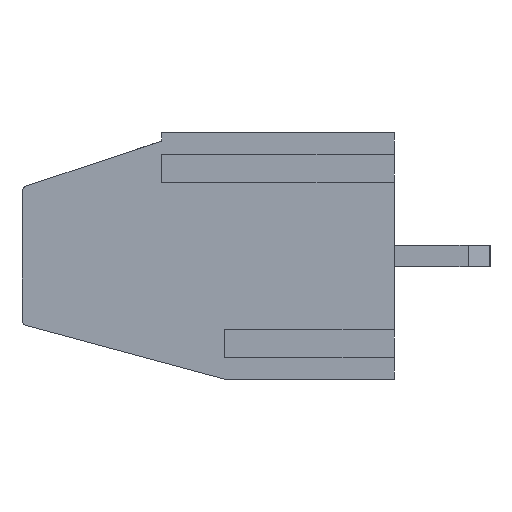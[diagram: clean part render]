
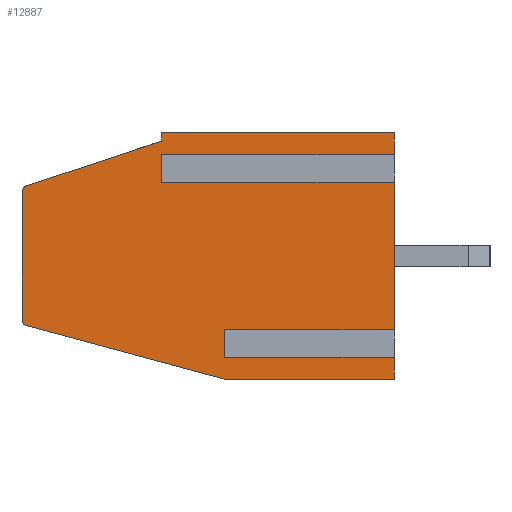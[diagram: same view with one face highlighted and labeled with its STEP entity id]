
A CAD part, left-side view. The second image highlights one B-rep face of the part: STEP entity #12887.
In plain terms, the highlighted planar face has unit normal (-1, 0, 0).
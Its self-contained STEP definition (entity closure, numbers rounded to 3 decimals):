
#60 = CARTESIAN_POINT ( 'NONE',  ( 0., 8.5, 8.7 ) ) ;
#68 = CARTESIAN_POINT ( 'NONE',  ( 0., 6.2, 0. ) ) ;
#273 = DIRECTION ( 'NONE',  ( 0., 0., -1. ) ) ;
#475 = VECTOR ( 'NONE', #35465, 1000. ) ;
#540 = FACE_OUTER_BOUND ( 'NONE', #36462, .T. ) ;
#654 = DIRECTION ( 'NONE',  ( 0., -1., 0. ) ) ;
#878 = VECTOR ( 'NONE', #23702, 1000. ) ;
#887 = VERTEX_POINT ( 'NONE', #10821 ) ;
#1530 = VECTOR ( 'NONE', #14135, 1000. ) ;
#1686 = CARTESIAN_POINT ( 'NONE',  ( 0., 6.2, 0. ) ) ;
#3073 = VERTEX_POINT ( 'NONE', #24084 ) ;
#3424 = ORIENTED_EDGE ( 'NONE', *, *, #33607, .F. ) ;
#3501 = CARTESIAN_POINT ( 'NONE',  ( 0., 13.4, 2.153 ) ) ;
#3709 = DIRECTION ( 'NONE',  ( -1., 0., 0. ) ) ;
#3718 = CARTESIAN_POINT ( 'NONE',  ( 0., 8.5, 9. ) ) ;
#4450 = CARTESIAN_POINT ( 'NONE',  ( 0., 6.2, 1.007 ) ) ;
#4655 = CARTESIAN_POINT ( 'NONE',  ( 0., 6.2, 0. ) ) ;
#4680 = CARTESIAN_POINT ( 'NONE',  ( 0., 13.6, 7. ) ) ;
#5547 = VERTEX_POINT ( 'NONE', #24763 ) ;
#6719 = ORIENTED_EDGE ( 'NONE', *, *, #20923, .F. ) ;
#7043 = LINE ( 'NONE', #19909, #18830 ) ;
#7269 = CARTESIAN_POINT ( 'NONE',  ( 0., 13.6, 9. ) ) ;
#7324 = LINE ( 'NONE', #32885, #13146 ) ;
#7602 = VECTOR ( 'NONE', #654, 1000. ) ;
#7834 = VERTEX_POINT ( 'NONE', #31479 ) ;
#7929 = VERTEX_POINT ( 'NONE', #22370 ) ;
#8208 = ORIENTED_EDGE ( 'NONE', *, *, #24404, .T. ) ;
#8587 = CARTESIAN_POINT ( 'NONE',  ( 0., 0., 1.593 ) ) ;
#8847 = CARTESIAN_POINT ( 'NONE',  ( 0., 8.5, 7.407 ) ) ;
#9724 = CARTESIAN_POINT ( 'NONE',  ( 0., 13.6, 0. ) ) ;
#10201 = DIRECTION ( 'NONE',  ( -1., 0., 0. ) ) ;
#10337 = LINE ( 'NONE', #16257, #25160 ) ;
#10454 = DIRECTION ( 'NONE',  ( 0., 0., -1. ) ) ;
#10821 = CARTESIAN_POINT ( 'NONE',  ( 0., 8.5, 8.7 ) ) ;
#10965 = AXIS2_PLACEMENT_3D ( 'NONE', #3501, #3709, #23084 ) ;
#11028 = CARTESIAN_POINT ( 'NONE',  ( 0., 13.452, 1.96 ) ) ;
#11141 = AXIS2_PLACEMENT_3D ( 'NONE', #29181, #10201, #273 ) ;
#11592 = EDGE_CURVE ( 'NONE', #30645, #26946, #15982, .T. ) ;
#12136 = ORIENTED_EDGE ( 'NONE', *, *, #38583, .F. ) ;
#12449 = EDGE_CURVE ( 'NONE', #35866, #24770, #7324, .T. ) ;
#12887 = ADVANCED_FACE ( 'NONE', ( #540 ), #26309, .F. ) ;
#12909 = LINE ( 'NONE', #68, #33953 ) ;
#13073 = ORIENTED_EDGE ( 'NONE', *, *, #19594, .T. ) ;
#13146 = VECTOR ( 'NONE', #16432, 1000. ) ;
#13189 = CARTESIAN_POINT ( 'NONE',  ( 0., 6.2, 1.007 ) ) ;
#13789 = CARTESIAN_POINT ( 'NONE',  ( 0., 13.6, 6.856 ) ) ;
#13790 = EDGE_CURVE ( 'NONE', #24617, #3073, #16691, .T. ) ;
#14009 = DIRECTION ( 'NONE',  ( 0., -1., 0. ) ) ;
#14135 = DIRECTION ( 'NONE',  ( 0., 0., 1. ) ) ;
#14937 = CARTESIAN_POINT ( 'NONE',  ( 0., 0., 1.007 ) ) ;
#15251 = VECTOR ( 'NONE', #31930, 1000. ) ;
#15443 = CARTESIAN_POINT ( 'NONE',  ( 0., 8.5, 7.407 ) ) ;
#15982 = LINE ( 'NONE', #19100, #30420 ) ;
#16174 = DIRECTION ( 'NONE',  ( 0., -1., 0. ) ) ;
#16257 = CARTESIAN_POINT ( 'NONE',  ( 0., 0., 9. ) ) ;
#16432 = DIRECTION ( 'NONE',  ( 0., -1., 0. ) ) ;
#16691 = LINE ( 'NONE', #9724, #475 ) ;
#16898 = CARTESIAN_POINT ( 'NONE',  ( 0., 0., 7.407 ) ) ;
#17549 = DIRECTION ( 'NONE',  ( 0., -0.949, 0.316 ) ) ;
#17864 = AXIS2_PLACEMENT_3D ( 'NONE', #7269, #23094, #10454 ) ;
#18071 = ORIENTED_EDGE ( 'NONE', *, *, #13790, .T. ) ;
#18830 = VECTOR ( 'NONE', #14009, 1000. ) ;
#19100 = CARTESIAN_POINT ( 'NONE',  ( 0., 8.5, 7.993 ) ) ;
#19496 = LINE ( 'NONE', #34716, #23842 ) ;
#19594 = EDGE_CURVE ( 'NONE', #3073, #37266, #10337, .T. ) ;
#19909 = CARTESIAN_POINT ( 'NONE',  ( 0., 6.2, 1.593 ) ) ;
#19953 = DIRECTION ( 'NONE',  ( 0., 0., 1. ) ) ;
#19980 = VERTEX_POINT ( 'NONE', #13789 ) ;
#20124 = EDGE_CURVE ( 'NONE', #27809, #19980, #39958, .T. ) ;
#20351 = LINE ( 'NONE', #20549, #36811 ) ;
#20549 = CARTESIAN_POINT ( 'NONE',  ( 0., 13.6, 2. ) ) ;
#20635 = EDGE_CURVE ( 'NONE', #30645, #5547, #19496, .T. ) ;
#20923 = EDGE_CURVE ( 'NONE', #24617, #27581, #12909, .T. ) ;
#22370 = CARTESIAN_POINT ( 'NONE',  ( 0., 6.2, 1.593 ) ) ;
#22661 = DIRECTION ( 'NONE',  ( 0., -1., 0. ) ) ;
#23084 = DIRECTION ( 'NONE',  ( 0., 0., -1. ) ) ;
#23094 = DIRECTION ( 'NONE',  ( 1., 0., 0. ) ) ;
#23702 = DIRECTION ( 'NONE',  ( 0., 0., 1. ) ) ;
#23842 = VECTOR ( 'NONE', #22661, 1000. ) ;
#23970 = VERTEX_POINT ( 'NONE', #16898 ) ;
#24084 = CARTESIAN_POINT ( 'NONE',  ( 0., 0., 0. ) ) ;
#24404 = EDGE_CURVE ( 'NONE', #7929, #40911, #7043, .T. ) ;
#24478 = VERTEX_POINT ( 'NONE', #11028 ) ;
#24617 = VERTEX_POINT ( 'NONE', #4655 ) ;
#24629 = CARTESIAN_POINT ( 'NONE',  ( 0., 13.6, 2.153 ) ) ;
#24763 = CARTESIAN_POINT ( 'NONE',  ( 0., 0., 7.993 ) ) ;
#24770 = VERTEX_POINT ( 'NONE', #30380 ) ;
#24969 = LINE ( 'NONE', #15443, #7602 ) ;
#25160 = VECTOR ( 'NONE', #33329, 1000. ) ;
#25361 = ORIENTED_EDGE ( 'NONE', *, *, #36901, .T. ) ;
#25405 = EDGE_CURVE ( 'NONE', #27581, #24478, #20351, .T. ) ;
#25692 = ORIENTED_EDGE ( 'NONE', *, *, #25405, .F. ) ;
#25782 = ORIENTED_EDGE ( 'NONE', *, *, #36751, .T. ) ;
#25996 = CIRCLE ( 'NONE', #11141, 0.2 ) ;
#26116 = ORIENTED_EDGE ( 'NONE', *, *, #20635, .T. ) ;
#26133 = EDGE_CURVE ( 'NONE', #26946, #23970, #24969, .T. ) ;
#26309 = PLANE ( 'NONE',  #17864 ) ;
#26477 = VECTOR ( 'NONE', #16174, 1000. ) ;
#26946 = VERTEX_POINT ( 'NONE', #8847 ) ;
#26970 = ORIENTED_EDGE ( 'NONE', *, *, #12449, .F. ) ;
#27298 = CARTESIAN_POINT ( 'NONE',  ( 0., 13.6, 9. ) ) ;
#27581 = VERTEX_POINT ( 'NONE', #1686 ) ;
#27654 = ORIENTED_EDGE ( 'NONE', *, *, #32793, .T. ) ;
#27809 = VERTEX_POINT ( 'NONE', #24629 ) ;
#28299 = DIRECTION ( 'NONE',  ( 0., 0., 1. ) ) ;
#28884 = VECTOR ( 'NONE', #19953, 1000. ) ;
#29181 = CARTESIAN_POINT ( 'NONE',  ( 0., 13.4, 6.856 ) ) ;
#30084 = DIRECTION ( 'NONE',  ( 0., 0.965, 0.261 ) ) ;
#30112 = ORIENTED_EDGE ( 'NONE', *, *, #11592, .F. ) ;
#30380 = CARTESIAN_POINT ( 'NONE',  ( 0., 0., 9. ) ) ;
#30420 = VECTOR ( 'NONE', #38345, 1000. ) ;
#30645 = VERTEX_POINT ( 'NONE', #34024 ) ;
#31479 = CARTESIAN_POINT ( 'NONE',  ( 0., 6.2, 1.007 ) ) ;
#31698 = CARTESIAN_POINT ( 'NONE',  ( 0., 13.463, 7.046 ) ) ;
#31930 = DIRECTION ( 'NONE',  ( 0., 0., 1. ) ) ;
#32793 = EDGE_CURVE ( 'NONE', #27809, #24478, #35918, .T. ) ;
#32885 = CARTESIAN_POINT ( 'NONE',  ( 0., 13.6, 9. ) ) ;
#33051 = CARTESIAN_POINT ( 'NONE',  ( 0., 0., 9. ) ) ;
#33259 = ORIENTED_EDGE ( 'NONE', *, *, #20124, .F. ) ;
#33329 = DIRECTION ( 'NONE',  ( 0., 0., 1. ) ) ;
#33607 = EDGE_CURVE ( 'NONE', #7834, #37266, #35572, .T. ) ;
#33953 = VECTOR ( 'NONE', #37844, 1000. ) ;
#34002 = EDGE_CURVE ( 'NONE', #7834, #7929, #40732, .T. ) ;
#34024 = CARTESIAN_POINT ( 'NONE',  ( 0., 8.5, 7.993 ) ) ;
#34428 = CARTESIAN_POINT ( 'NONE',  ( 0., 0., 9. ) ) ;
#34716 = CARTESIAN_POINT ( 'NONE',  ( 0., 8.5, 7.993 ) ) ;
#34854 = LINE ( 'NONE', #34428, #38152 ) ;
#34860 = ORIENTED_EDGE ( 'NONE', *, *, #26133, .F. ) ;
#35465 = DIRECTION ( 'NONE',  ( 0., -1., 0. ) ) ;
#35572 = LINE ( 'NONE', #13189, #26477 ) ;
#35783 = LINE ( 'NONE', #33051, #28884 ) ;
#35816 = ORIENTED_EDGE ( 'NONE', *, *, #40422, .T. ) ;
#35866 = VERTEX_POINT ( 'NONE', #3718 ) ;
#35918 = CIRCLE ( 'NONE', #10965, 0.2 ) ;
#36462 = EDGE_LOOP ( 'NONE', ( #40356, #25782, #33259, #27654, #25692, #6719, #18071, #13073, #3424, #40316, #8208, #35816, #34860, #30112, #26116, #25361, #26970, #12136 ) ) ;
#36751 = EDGE_CURVE ( 'NONE', #36889, #19980, #25996, .T. ) ;
#36811 = VECTOR ( 'NONE', #30084, 1000. ) ;
#36889 = VERTEX_POINT ( 'NONE', #31698 ) ;
#36901 = EDGE_CURVE ( 'NONE', #5547, #24770, #34854, .T. ) ;
#37266 = VERTEX_POINT ( 'NONE', #14937 ) ;
#37554 = VECTOR ( 'NONE', #17549, 1000. ) ;
#37844 = DIRECTION ( 'NONE',  ( 0., 0., 1. ) ) ;
#38152 = VECTOR ( 'NONE', #28299, 1000. ) ;
#38345 = DIRECTION ( 'NONE',  ( 0., 0., -1. ) ) ;
#38465 = LINE ( 'NONE', #60, #15251 ) ;
#38583 = EDGE_CURVE ( 'NONE', #887, #35866, #38465, .T. ) ;
#39350 = EDGE_CURVE ( 'NONE', #36889, #887, #40343, .T. ) ;
#39958 = LINE ( 'NONE', #27298, #878 ) ;
#40316 = ORIENTED_EDGE ( 'NONE', *, *, #34002, .T. ) ;
#40343 = LINE ( 'NONE', #4680, #37554 ) ;
#40356 = ORIENTED_EDGE ( 'NONE', *, *, #39350, .F. ) ;
#40422 = EDGE_CURVE ( 'NONE', #40911, #23970, #35783, .T. ) ;
#40732 = LINE ( 'NONE', #4450, #1530 ) ;
#40911 = VERTEX_POINT ( 'NONE', #8587 ) ;
